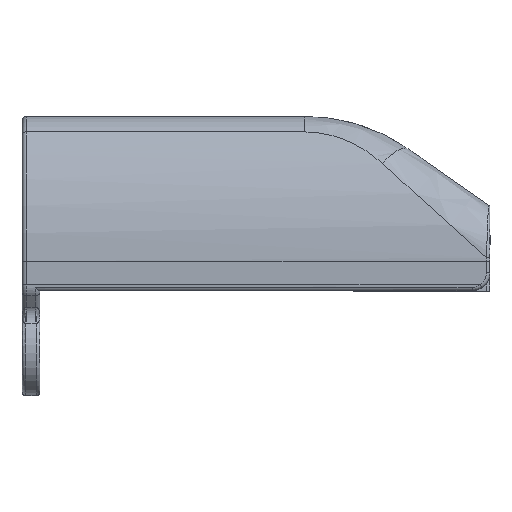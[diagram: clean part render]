
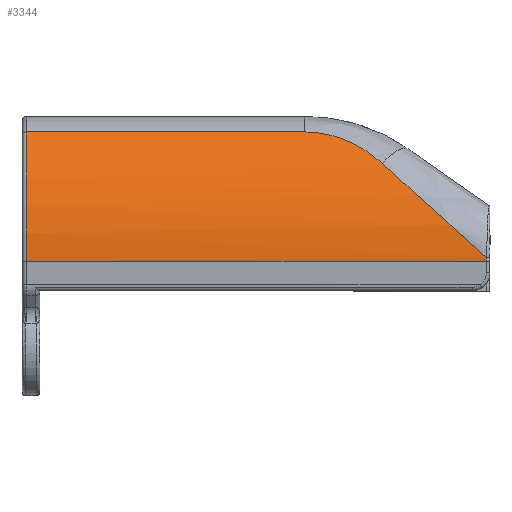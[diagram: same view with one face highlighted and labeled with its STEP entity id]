
A CAD part, top view. The second image highlights one B-rep face of the part: STEP entity #3344.
In plain terms, the highlighted cylindrical face has radius 22 mm (diameter 44 mm), a partial arc.
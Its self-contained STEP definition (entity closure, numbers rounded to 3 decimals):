
#63=ELLIPSE('',#3710,32.763,22.);
#276=LINE('',#7521,#455);
#277=LINE('',#7525,#456);
#455=VECTOR('',#4519,10.);
#456=VECTOR('',#4524,10.);
#594=CIRCLE('',#3593,22.);
#647=CIRCLE('',#3709,22.);
#735=CYLINDRICAL_SURFACE('',#3708,22.);
#909=FACE_OUTER_BOUND('',#1126,.T.);
#1126=EDGE_LOOP('',(#2862,#2863,#2864,#2865,#2866,#2867));
#1264=B_SPLINE_CURVE_WITH_KNOTS('',3,(#7530,#7531,#7532,#7533,#7534,#7535,
#7536,#7537,#7538,#7539,#7540,#7541,#7542,#7543,#7544,#7545,#7546,#7547,
#7548,#7549,#7550,#7551,#7552,#7553,#7554,#7555,#7556,#7557,#7558,#7559,
#7560,#7561,#7562,#7563,#7564,#7565,#7566),.UNSPECIFIED.,.F.,.F.,(4,3,3,
3,3,3,3,3,3,3,3,3,4),(0.,0.067,0.135,0.205,
0.279,0.358,0.443,0.537,
0.638,0.73,0.817,0.899,
0.94),.UNSPECIFIED.);
#1442=VERTEX_POINT('',#6647);
#1443=VERTEX_POINT('',#6651);
#1538=VERTEX_POINT('',#7520);
#1539=VERTEX_POINT('',#7524);
#1540=VERTEX_POINT('',#7526);
#1541=VERTEX_POINT('',#7528);
#1841=EDGE_CURVE('',#1442,#1443,#594,.T.);
#1994=EDGE_CURVE('',#1443,#1538,#276,.T.);
#1996=EDGE_CURVE('',#1442,#1539,#277,.T.);
#1997=EDGE_CURVE('',#1540,#1539,#647,.T.);
#1998=EDGE_CURVE('',#1541,#1540,#63,.T.);
#1999=EDGE_CURVE('',#1538,#1541,#1264,.T.);
#2862=ORIENTED_EDGE('',*,*,#1841,.F.);
#2863=ORIENTED_EDGE('',*,*,#1996,.T.);
#2864=ORIENTED_EDGE('',*,*,#1997,.F.);
#2865=ORIENTED_EDGE('',*,*,#1998,.F.);
#2866=ORIENTED_EDGE('',*,*,#1999,.F.);
#2867=ORIENTED_EDGE('',*,*,#1994,.F.);
#3344=ADVANCED_FACE('',(#909),#735,.T.);
#3593=AXIS2_PLACEMENT_3D('',#6653,#4224,#4225);
#3708=AXIS2_PLACEMENT_3D('',#7523,#4522,#4523);
#3709=AXIS2_PLACEMENT_3D('',#7527,#4525,#4526);
#3710=AXIS2_PLACEMENT_3D('',#7529,#4527,#4528);
#4224=DIRECTION('center_axis',(-1.,0.,0.));
#4225=DIRECTION('ref_axis',(0.,0.349,0.937));
#4519=DIRECTION('',(1.,0.,0.));
#4522=DIRECTION('center_axis',(1.,0.,0.));
#4523=DIRECTION('ref_axis',(0.,0.383,0.924));
#4524=DIRECTION('',(1.,0.,0.));
#4525=DIRECTION('center_axis',(1.,0.,0.));
#4526=DIRECTION('ref_axis',(0.,0.,1.));
#4527=DIRECTION('center_axis',(0.671,0.741,0.));
#4528=DIRECTION('ref_axis',(-0.741,0.671,0.));
#6647=CARTESIAN_POINT('',(-48.55,25.388,148.852));
#6651=CARTESIAN_POINT('',(-48.55,39.769,143.501));
#6653=CARTESIAN_POINT('Origin',(-48.55,25.388,126.852));
#7520=CARTESIAN_POINT('',(-17.587,39.769,143.501));
#7521=CARTESIAN_POINT('',(-18.8,39.769,143.501));
#7523=CARTESIAN_POINT('Origin',(-18.8,25.388,126.852));
#7524=CARTESIAN_POINT('',(2.6,25.388,148.852));
#7525=CARTESIAN_POINT('',(-18.8,25.388,148.852));
#7526=CARTESIAN_POINT('',(2.6,25.762,148.849));
#7527=CARTESIAN_POINT('Origin',(2.6,25.388,126.852));
#7528=CARTESIAN_POINT('',(-8.984,36.258,145.978));
#7529=CARTESIAN_POINT('Origin',(3.013,25.388,126.852));
#7530=CARTESIAN_POINT('Ctrl Pts',(-17.587,39.769,143.501));
#7531=CARTESIAN_POINT('Ctrl Pts',(-17.364,39.769,143.501));
#7532=CARTESIAN_POINT('Ctrl Pts',(-17.14,39.762,143.506));
#7533=CARTESIAN_POINT('Ctrl Pts',(-16.917,39.749,143.518));
#7534=CARTESIAN_POINT('Ctrl Pts',(-16.691,39.735,143.53));
#7535=CARTESIAN_POINT('Ctrl Pts',(-16.467,39.715,143.547));
#7536=CARTESIAN_POINT('Ctrl Pts',(-16.243,39.689,143.57));
#7537=CARTESIAN_POINT('Ctrl Pts',(-16.01,39.661,143.593));
#7538=CARTESIAN_POINT('Ctrl Pts',(-15.779,39.626,143.623));
#7539=CARTESIAN_POINT('Ctrl Pts',(-15.548,39.585,143.657));
#7540=CARTESIAN_POINT('Ctrl Pts',(-15.307,39.542,143.694));
#7541=CARTESIAN_POINT('Ctrl Pts',(-15.068,39.492,143.736));
#7542=CARTESIAN_POINT('Ctrl Pts',(-14.83,39.434,143.784));
#7543=CARTESIAN_POINT('Ctrl Pts',(-14.572,39.372,143.836));
#7544=CARTESIAN_POINT('Ctrl Pts',(-14.316,39.301,143.894));
#7545=CARTESIAN_POINT('Ctrl Pts',(-14.063,39.222,143.958));
#7546=CARTESIAN_POINT('Ctrl Pts',(-13.794,39.138,144.025));
#7547=CARTESIAN_POINT('Ctrl Pts',(-13.527,39.045,144.1));
#7548=CARTESIAN_POINT('Ctrl Pts',(-13.264,38.944,144.179));
#7549=CARTESIAN_POINT('Ctrl Pts',(-12.969,38.829,144.269));
#7550=CARTESIAN_POINT('Ctrl Pts',(-12.677,38.704,144.365));
#7551=CARTESIAN_POINT('Ctrl Pts',(-12.39,38.567,144.467));
#7552=CARTESIAN_POINT('Ctrl Pts',(-12.085,38.422,144.576));
#7553=CARTESIAN_POINT('Ctrl Pts',(-11.785,38.265,144.691));
#7554=CARTESIAN_POINT('Ctrl Pts',(-11.49,38.095,144.811));
#7555=CARTESIAN_POINT('Ctrl Pts',(-11.221,37.94,144.92));
#7556=CARTESIAN_POINT('Ctrl Pts',(-10.957,37.776,145.034));
#7557=CARTESIAN_POINT('Ctrl Pts',(-10.697,37.602,145.15));
#7558=CARTESIAN_POINT('Ctrl Pts',(-10.451,37.437,145.26));
#7559=CARTESIAN_POINT('Ctrl Pts',(-10.209,37.263,145.372));
#7560=CARTESIAN_POINT('Ctrl Pts',(-9.971,37.081,145.487));
#7561=CARTESIAN_POINT('Ctrl Pts',(-9.747,36.911,145.594));
#7562=CARTESIAN_POINT('Ctrl Pts',(-9.528,36.732,145.702));
#7563=CARTESIAN_POINT('Ctrl Pts',(-9.312,36.547,145.811));
#7564=CARTESIAN_POINT('Ctrl Pts',(-9.201,36.453,145.867));
#7565=CARTESIAN_POINT('Ctrl Pts',(-9.092,36.356,145.923));
#7566=CARTESIAN_POINT('Ctrl Pts',(-8.984,36.258,145.978));
